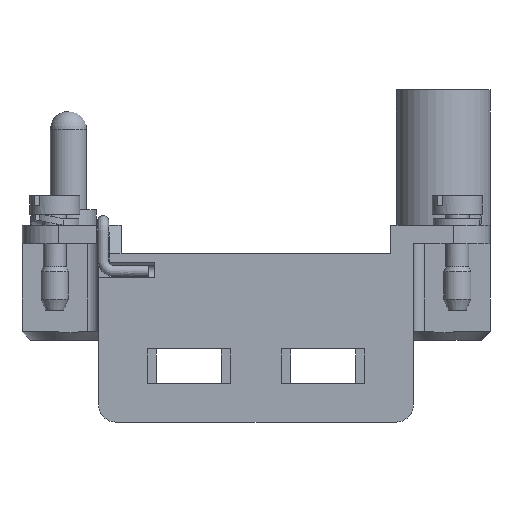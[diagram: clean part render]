
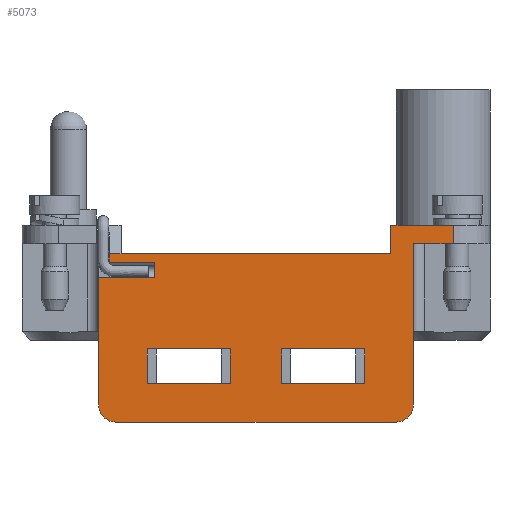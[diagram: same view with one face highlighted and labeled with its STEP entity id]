
A CAD part, front view. The second image highlights one B-rep face of the part: STEP entity #5073.
In plain terms, the highlighted planar face has unit normal (0, -1, 0).
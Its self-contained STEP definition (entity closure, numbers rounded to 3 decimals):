
#3353=LINE('',#20314,#4309);
#3479=LINE('',#20739,#4435);
#3480=LINE('',#20741,#4436);
#3481=LINE('',#20744,#4437);
#3482=LINE('',#20746,#4438);
#3483=LINE('',#20748,#4439);
#3484=LINE('',#20749,#4440);
#3485=LINE('',#20752,#4441);
#3486=LINE('',#20754,#4442);
#3487=LINE('',#20756,#4443);
#3488=LINE('',#20757,#4444);
#3489=LINE('',#20759,#4445);
#3490=LINE('',#20761,#4446);
#3491=LINE('',#20763,#4447);
#3492=LINE('',#20765,#4448);
#3493=LINE('',#20769,#4449);
#3494=LINE('',#20773,#4450);
#3495=LINE('',#20775,#4451);
#3496=LINE('',#20777,#4452);
#3497=LINE('',#20779,#4453);
#3498=LINE('',#20780,#4454);
#3499=LINE('',#20782,#4455);
#4309=VECTOR('',#15080,1.);
#4435=VECTOR('',#15314,1.);
#4436=VECTOR('',#15317,1.);
#4437=VECTOR('',#15318,1.);
#4438=VECTOR('',#15319,1.);
#4439=VECTOR('',#15320,1.);
#4440=VECTOR('',#15321,1.);
#4441=VECTOR('',#15322,1.);
#4442=VECTOR('',#15323,1.);
#4443=VECTOR('',#15324,1.);
#4444=VECTOR('',#15325,1.);
#4445=VECTOR('',#15326,1.);
#4446=VECTOR('',#15327,1.);
#4447=VECTOR('',#15328,1.);
#4448=VECTOR('',#15329,1.);
#4449=VECTOR('',#15332,1.);
#4450=VECTOR('',#15335,1.);
#4451=VECTOR('',#15336,1.);
#4452=VECTOR('',#15337,1.);
#4453=VECTOR('',#15338,1.);
#4454=VECTOR('',#15339,1.);
#4455=VECTOR('',#15340,1.);
#5073=ADVANCED_FACE('',(#5870,#5871,#5872),#5555,.F.);
#5555=PLANE('',#13570);
#5870=FACE_BOUND('',#6299,.T.);
#5871=FACE_BOUND('',#6300,.T.);
#5872=FACE_BOUND('',#6301,.T.);
#6299=EDGE_LOOP('',(#8254,#8255,#8256,#8257));
#6300=EDGE_LOOP('',(#8258,#8259,#8260,#8261));
#6301=EDGE_LOOP('',(#8262,#8263,#8264,#8265,#8266,#8267,#8268,#8269,#8270,
#8271,#8272,#8273,#8274,#8275,#8276,#8277));
#8254=ORIENTED_EDGE('',*,*,#11866,.T.);
#8255=ORIENTED_EDGE('',*,*,#11867,.T.);
#8256=ORIENTED_EDGE('',*,*,#11868,.T.);
#8257=ORIENTED_EDGE('',*,*,#11869,.T.);
#8258=ORIENTED_EDGE('',*,*,#11870,.T.);
#8259=ORIENTED_EDGE('',*,*,#11871,.T.);
#8260=ORIENTED_EDGE('',*,*,#11872,.T.);
#8261=ORIENTED_EDGE('',*,*,#11873,.T.);
#8262=ORIENTED_EDGE('',*,*,#11874,.F.);
#8263=ORIENTED_EDGE('',*,*,#11865,.F.);
#8264=ORIENTED_EDGE('',*,*,#11875,.T.);
#8265=ORIENTED_EDGE('',*,*,#11876,.F.);
#8266=ORIENTED_EDGE('',*,*,#11877,.F.);
#8267=ORIENTED_EDGE('',*,*,#11878,.T.);
#8268=ORIENTED_EDGE('',*,*,#11879,.T.);
#8269=ORIENTED_EDGE('',*,*,#11880,.T.);
#8270=ORIENTED_EDGE('',*,*,#11881,.T.);
#8271=ORIENTED_EDGE('',*,*,#11882,.F.);
#8272=ORIENTED_EDGE('',*,*,#11883,.F.);
#8273=ORIENTED_EDGE('',*,*,#11884,.F.);
#8274=ORIENTED_EDGE('',*,*,#11885,.T.);
#8275=ORIENTED_EDGE('',*,*,#11693,.T.);
#8276=ORIENTED_EDGE('',*,*,#11886,.F.);
#8277=ORIENTED_EDGE('',*,*,#11887,.F.);
#10388=VERTEX_POINT('',#20313);
#10389=VERTEX_POINT('',#20315);
#10536=VERTEX_POINT('',#20730);
#10540=VERTEX_POINT('',#20738);
#10541=VERTEX_POINT('',#20742);
#10542=VERTEX_POINT('',#20743);
#10543=VERTEX_POINT('',#20745);
#10544=VERTEX_POINT('',#20747);
#10545=VERTEX_POINT('',#20750);
#10546=VERTEX_POINT('',#20751);
#10547=VERTEX_POINT('',#20753);
#10548=VERTEX_POINT('',#20755);
#10549=VERTEX_POINT('',#20758);
#10550=VERTEX_POINT('',#20760);
#10551=VERTEX_POINT('',#20762);
#10552=VERTEX_POINT('',#20764);
#10553=VERTEX_POINT('',#20766);
#10554=VERTEX_POINT('',#20768);
#10555=VERTEX_POINT('',#20770);
#10556=VERTEX_POINT('',#20772);
#10557=VERTEX_POINT('',#20774);
#10558=VERTEX_POINT('',#20776);
#10559=VERTEX_POINT('',#20778);
#10560=VERTEX_POINT('',#20781);
#11693=EDGE_CURVE('',#10389,#10388,#3353,.T.);
#11865=EDGE_CURVE('',#10540,#10536,#3479,.T.);
#11866=EDGE_CURVE('',#10541,#10542,#3480,.T.);
#11867=EDGE_CURVE('',#10542,#10543,#3481,.T.);
#11868=EDGE_CURVE('',#10543,#10544,#3482,.T.);
#11869=EDGE_CURVE('',#10544,#10541,#3483,.T.);
#11870=EDGE_CURVE('',#10545,#10546,#3484,.T.);
#11871=EDGE_CURVE('',#10546,#10547,#3485,.T.);
#11872=EDGE_CURVE('',#10547,#10548,#3486,.T.);
#11873=EDGE_CURVE('',#10548,#10545,#3487,.T.);
#11874=EDGE_CURVE('',#10536,#10549,#3488,.T.);
#11875=EDGE_CURVE('',#10540,#10550,#3489,.T.);
#11876=EDGE_CURVE('',#10551,#10550,#3490,.T.);
#11877=EDGE_CURVE('',#10552,#10551,#3491,.T.);
#11878=EDGE_CURVE('',#10552,#10553,#3492,.T.);
#11879=EDGE_CURVE('',#10553,#10554,#12746,.T.);
#11880=EDGE_CURVE('',#10554,#10555,#3493,.T.);
#11881=EDGE_CURVE('',#10555,#10556,#12747,.T.);
#11882=EDGE_CURVE('',#10557,#10556,#3494,.T.);
#11883=EDGE_CURVE('',#10558,#10557,#3495,.T.);
#11884=EDGE_CURVE('',#10559,#10558,#3496,.T.);
#11885=EDGE_CURVE('',#10559,#10389,#3497,.T.);
#11886=EDGE_CURVE('',#10560,#10388,#3498,.T.);
#11887=EDGE_CURVE('',#10549,#10560,#3499,.T.);
#12746=CIRCLE('',#13568,1.88);
#12747=CIRCLE('',#13569,1.88);
#13568=AXIS2_PLACEMENT_3D('',#20767,#15330,#15331);
#13569=AXIS2_PLACEMENT_3D('',#20771,#15333,#15334);
#13570=AXIS2_PLACEMENT_3D('',#20783,#15341,#15342);
#15080=DIRECTION('',(-1.,0.,0.));
#15314=DIRECTION('',(0.,0.,1.));
#15317=DIRECTION('',(0.,0.,1.));
#15318=DIRECTION('',(1.,0.,0.));
#15319=DIRECTION('',(0.,0.,-1.));
#15320=DIRECTION('',(-1.,0.,0.));
#15321=DIRECTION('',(0.,0.,1.));
#15322=DIRECTION('',(1.,0.,0.));
#15323=DIRECTION('',(0.,0.,-1.));
#15324=DIRECTION('',(-1.,0.,0.));
#15325=DIRECTION('',(1.,0.,0.));
#15326=DIRECTION('',(1.,0.,0.));
#15327=DIRECTION('',(0.,0.,1.));
#15328=DIRECTION('',(1.,0.,0.));
#15329=DIRECTION('',(0.,0.,-1.));
#15330=DIRECTION('',(0.,-1.,0.));
#15331=DIRECTION('',(-1.,0.,0.));
#15332=DIRECTION('',(1.,0.,0.));
#15333=DIRECTION('',(0.,-1.,0.));
#15334=DIRECTION('',(-1.,0.,0.));
#15335=DIRECTION('',(0.,0.,-1.));
#15336=DIRECTION('',(-1.,0.,0.));
#15337=DIRECTION('',(-1.,0.,0.));
#15338=DIRECTION('',(0.,0.,1.));
#15339=DIRECTION('',(0.,0.,1.));
#15340=DIRECTION('',(1.,0.,0.));
#15341=DIRECTION('',(0.,1.,0.));
#15342=DIRECTION('',(0.,0.,-1.));
#20313=CARTESIAN_POINT('',(14.75,-17.2,2.));
#20314=CARTESIAN_POINT('',(14.75,-17.2,2.));
#20315=CARTESIAN_POINT('',(21.575,-17.2,2.));
#20730=CARTESIAN_POINT('',(-16.05,-17.2,-1.1));
#20738=CARTESIAN_POINT('',(-16.05,-17.2,-2.037));
#20739=CARTESIAN_POINT('',(-16.05,-17.2,2.));
#20741=CARTESIAN_POINT('',(-11.9,-17.2,-19.5));
#20742=CARTESIAN_POINT('',(-11.9,-17.2,-15.3));
#20743=CARTESIAN_POINT('',(-11.9,-17.2,-11.5));
#20744=CARTESIAN_POINT('',(-17.2,-17.2,-11.5));
#20745=CARTESIAN_POINT('',(-2.8,-17.2,-11.5));
#20746=CARTESIAN_POINT('',(-2.8,-17.2,-19.5));
#20747=CARTESIAN_POINT('',(-2.8,-17.2,-15.3));
#20748=CARTESIAN_POINT('',(-17.2,-17.2,-15.3));
#20749=CARTESIAN_POINT('',(2.8,-17.2,-19.5));
#20750=CARTESIAN_POINT('',(2.8,-17.2,-15.3));
#20751=CARTESIAN_POINT('',(2.8,-17.2,-11.5));
#20752=CARTESIAN_POINT('',(-17.2,-17.2,-11.5));
#20753=CARTESIAN_POINT('',(11.9,-17.2,-11.5));
#20754=CARTESIAN_POINT('',(11.9,-17.2,-19.5));
#20755=CARTESIAN_POINT('',(11.9,-17.2,-15.3));
#20756=CARTESIAN_POINT('',(-17.2,-17.2,-15.3));
#20757=CARTESIAN_POINT('',(-17.4,-17.2,-1.1));
#20758=CARTESIAN_POINT('',(-14.75,-17.2,-1.1));
#20759=CARTESIAN_POINT('',(-17.4,-17.2,-2.037));
#20760=CARTESIAN_POINT('',(-11.05,-17.2,-2.037));
#20761=CARTESIAN_POINT('',(-11.05,-17.2,-3.7));
#20762=CARTESIAN_POINT('',(-11.05,-17.2,-3.7));
#20763=CARTESIAN_POINT('',(-16.05,-17.2,-3.7));
#20764=CARTESIAN_POINT('',(-17.2,-17.2,-3.7));
#20765=CARTESIAN_POINT('',(-17.2,-17.2,-3.816));
#20766=CARTESIAN_POINT('',(-17.2,-17.2,-17.62));
#20767=CARTESIAN_POINT('',(-15.32,-17.2,-17.62));
#20768=CARTESIAN_POINT('',(-15.32,-17.2,-19.5));
#20769=CARTESIAN_POINT('',(-17.2,-17.2,-19.5));
#20770=CARTESIAN_POINT('',(15.32,-17.2,-19.5));
#20771=CARTESIAN_POINT('',(15.32,-17.2,-17.62));
#20772=CARTESIAN_POINT('',(17.2,-17.2,-17.62));
#20773=CARTESIAN_POINT('',(17.2,-17.2,-3.816));
#20774=CARTESIAN_POINT('',(17.2,-17.2,0.));
#20775=CARTESIAN_POINT('',(0.,-17.2,0.));
#20776=CARTESIAN_POINT('',(18.078,-17.2,0.));
#20777=CARTESIAN_POINT('',(25.575,-17.2,0.));
#20778=CARTESIAN_POINT('',(21.575,-17.2,0.));
#20779=CARTESIAN_POINT('',(21.575,-17.2,-19.5));
#20780=CARTESIAN_POINT('',(14.75,-17.2,-19.5));
#20781=CARTESIAN_POINT('',(14.75,-17.2,-1.1));
#20782=CARTESIAN_POINT('',(-17.2,-17.2,-1.1));
#20783=CARTESIAN_POINT('',(-17.2,-17.2,-19.5));
